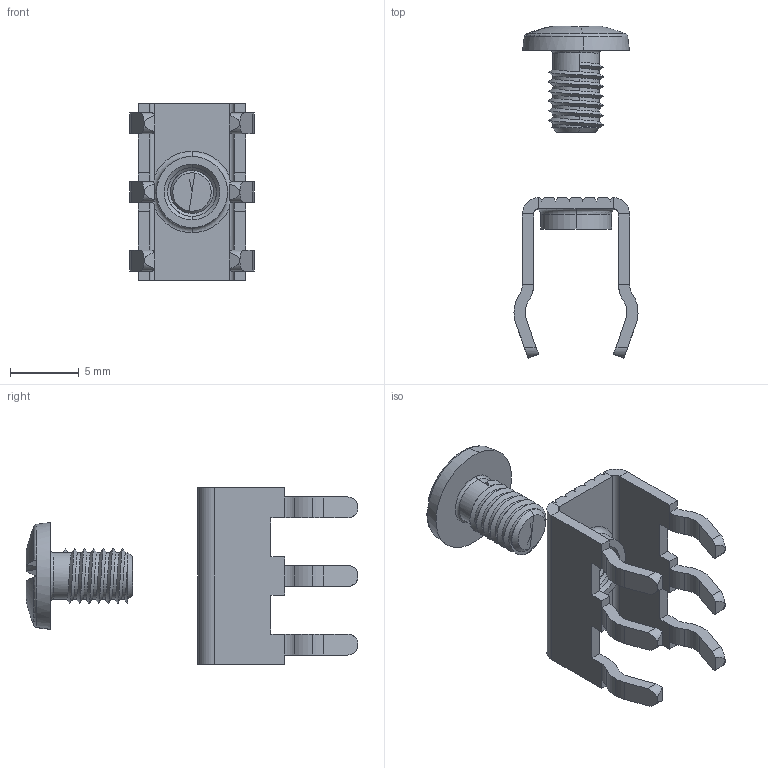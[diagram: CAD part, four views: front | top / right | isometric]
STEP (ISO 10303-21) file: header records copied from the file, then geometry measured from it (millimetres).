
FILE_DESCRIPTION (( 'STEP AP214' ), '1' );
FILE_NAME ('7799.STEP', '2017-11-17T14:40:23', ( '' ), ( '' ), 'SwSTEP 2.0', 'SolidWorks 2013', '' );
FILE_SCHEMA (( 'AUTOMOTIVE_DESIGN' ));
Length unit declared in the file: inch
Products named in the file (1): 7799
Bounding box: 9.05 x 24.22 x 12.88 mm (x, y, z)
Volume: 346.7 mm3; surface area: 918.1 mm2
Topology: 2 solids, 2 shells, 217 faces, 567 edges, 350 vertices
Faces by surface type: plane 112, cylinder 71, cone 19, torus 11, bspline 4
Entity records: 10204 total; most frequent: CARTESIAN_POINT 2265, ORIENTED_EDGE 1126, DIRECTION 1008, EDGE_CURVE 563, AXIS2_PLACEMENT_3D 352, VERTEX_POINT 350, VECTOR 304, LINE 304
